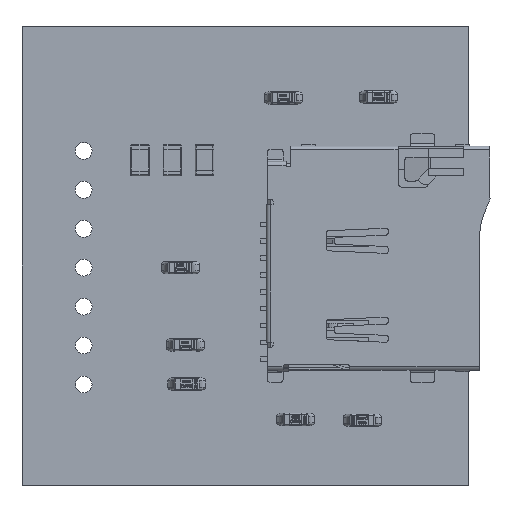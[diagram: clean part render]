
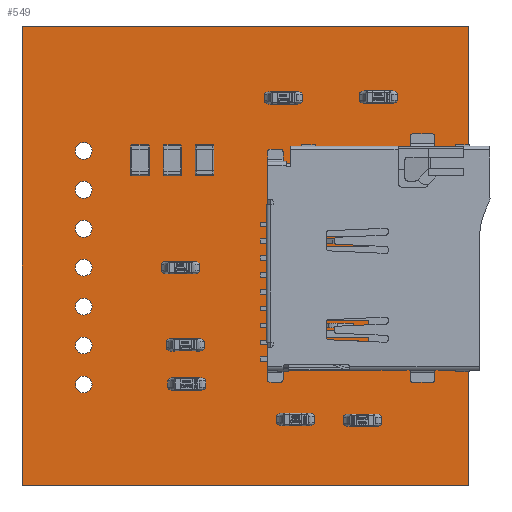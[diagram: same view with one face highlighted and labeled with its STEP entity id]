
A CAD part, top view. The second image highlights one B-rep face of the part: STEP entity #549.
In plain terms, the highlighted planar face has unit normal (0, 0, 1).
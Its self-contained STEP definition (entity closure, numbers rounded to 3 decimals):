
#96 = VERTEX_POINT('',#97);
#97 = CARTESIAN_POINT('',(0.,0.,1.302));
#103 = EDGE_CURVE('',#96,#104,#106,.T.);
#104 = VERTEX_POINT('',#105);
#105 = CARTESIAN_POINT('',(29.1,0.,1.302));
#106 = LINE('',#107,#108);
#107 = CARTESIAN_POINT('',(0.,0.,1.302));
#108 = VECTOR('',#109,1.);
#109 = DIRECTION('',(1.,0.,0.));
#134 = EDGE_CURVE('',#104,#135,#137,.T.);
#135 = VERTEX_POINT('',#136);
#136 = CARTESIAN_POINT('',(29.1,29.925,1.302));
#137 = LINE('',#138,#139);
#138 = CARTESIAN_POINT('',(29.1,0.,1.302));
#139 = VECTOR('',#140,1.);
#140 = DIRECTION('',(0.,1.,0.));
#165 = EDGE_CURVE('',#135,#166,#168,.T.);
#166 = VERTEX_POINT('',#167);
#167 = CARTESIAN_POINT('',(0.,29.925,1.302));
#168 = LINE('',#169,#170);
#169 = CARTESIAN_POINT('',(29.1,29.925,1.302));
#170 = VECTOR('',#171,1.);
#171 = DIRECTION('',(-1.,0.,0.));
#196 = EDGE_CURVE('',#166,#96,#197,.T.);
#197 = LINE('',#198,#199);
#198 = CARTESIAN_POINT('',(0.,29.925,1.302));
#199 = VECTOR('',#200,1.);
#200 = DIRECTION('',(0.,-1.,0.));
#220 = VERTEX_POINT('',#221);
#221 = CARTESIAN_POINT('',(4.574,14.2,1.302));
#227 = EDGE_CURVE('',#220,#220,#228,.T.);
#228 = CIRCLE('',#229,0.55);
#229 = AXIS2_PLACEMENT_3D('',#230,#231,#232);
#230 = CARTESIAN_POINT('',(4.024,14.2,1.302));
#231 = DIRECTION('',(0.,0.,1.));
#232 = DIRECTION('',(1.,0.,0.));
#253 = VERTEX_POINT('',#254);
#254 = CARTESIAN_POINT('',(4.574,11.66,1.302));
#260 = EDGE_CURVE('',#253,#253,#261,.T.);
#261 = CIRCLE('',#262,0.55);
#262 = AXIS2_PLACEMENT_3D('',#263,#264,#265);
#263 = CARTESIAN_POINT('',(4.024,11.66,1.302));
#264 = DIRECTION('',(0.,0.,1.));
#265 = DIRECTION('',(1.,0.,0.));
#286 = VERTEX_POINT('',#287);
#287 = CARTESIAN_POINT('',(4.574,19.28,1.302));
#293 = EDGE_CURVE('',#286,#286,#294,.T.);
#294 = CIRCLE('',#295,0.55);
#295 = AXIS2_PLACEMENT_3D('',#296,#297,#298);
#296 = CARTESIAN_POINT('',(4.024,19.28,1.302));
#297 = DIRECTION('',(0.,0.,1.));
#298 = DIRECTION('',(1.,0.,0.));
#319 = VERTEX_POINT('',#320);
#320 = CARTESIAN_POINT('',(4.574,16.74,1.302));
#326 = EDGE_CURVE('',#319,#319,#327,.T.);
#327 = CIRCLE('',#328,0.55);
#328 = AXIS2_PLACEMENT_3D('',#329,#330,#331);
#329 = CARTESIAN_POINT('',(4.024,16.74,1.302));
#330 = DIRECTION('',(0.,0.,1.));
#331 = DIRECTION('',(1.,0.,0.));
#352 = VERTEX_POINT('',#353);
#353 = CARTESIAN_POINT('',(4.574,9.12,1.302));
#359 = EDGE_CURVE('',#352,#352,#360,.T.);
#360 = CIRCLE('',#361,0.55);
#361 = AXIS2_PLACEMENT_3D('',#362,#363,#364);
#362 = CARTESIAN_POINT('',(4.024,9.12,1.302));
#363 = DIRECTION('',(0.,0.,1.));
#364 = DIRECTION('',(1.,0.,0.));
#385 = VERTEX_POINT('',#386);
#386 = CARTESIAN_POINT('',(4.574,6.58,1.302));
#392 = EDGE_CURVE('',#385,#385,#393,.T.);
#393 = CIRCLE('',#394,0.55);
#394 = AXIS2_PLACEMENT_3D('',#395,#396,#397);
#395 = CARTESIAN_POINT('',(4.024,6.58,1.302));
#396 = DIRECTION('',(0.,0.,1.));
#397 = DIRECTION('',(1.,0.,0.));
#418 = VERTEX_POINT('',#419);
#419 = CARTESIAN_POINT('',(4.574,21.82,1.302));
#425 = EDGE_CURVE('',#418,#418,#426,.T.);
#426 = CIRCLE('',#427,0.55);
#427 = AXIS2_PLACEMENT_3D('',#428,#429,#430);
#428 = CARTESIAN_POINT('',(4.024,21.82,1.302));
#429 = DIRECTION('',(0.,0.,1.));
#430 = DIRECTION('',(1.,0.,0.));
#451 = VERTEX_POINT('',#452);
#452 = CARTESIAN_POINT('',(26.975,9.875,1.302));
#458 = EDGE_CURVE('',#451,#451,#459,.T.);
#459 = CIRCLE('',#460,0.5);
#460 = AXIS2_PLACEMENT_3D('',#461,#462,#463);
#461 = CARTESIAN_POINT('',(26.475,9.875,1.302));
#462 = DIRECTION('',(0.,0.,1.));
#463 = DIRECTION('',(1.,0.,0.));
#484 = VERTEX_POINT('',#485);
#485 = CARTESIAN_POINT('',(26.975,17.875,1.302));
#491 = EDGE_CURVE('',#484,#484,#492,.T.);
#492 = CIRCLE('',#493,0.5);
#493 = AXIS2_PLACEMENT_3D('',#494,#495,#496);
#494 = CARTESIAN_POINT('',(26.475,17.875,1.302));
#495 = DIRECTION('',(0.,0.,1.));
#496 = DIRECTION('',(1.,0.,0.));
#549 = ADVANCED_FACE('',(#550,#556,#559,#562,#565,#568,#571,#574,#577,
    #580),#583,.F.);
#550 = FACE_BOUND('',#551,.T.);
#551 = EDGE_LOOP('',(#552,#553,#554,#555));
#552 = ORIENTED_EDGE('',*,*,#103,.T.);
#553 = ORIENTED_EDGE('',*,*,#134,.T.);
#554 = ORIENTED_EDGE('',*,*,#165,.T.);
#555 = ORIENTED_EDGE('',*,*,#196,.T.);
#556 = FACE_BOUND('',#557,.F.);
#557 = EDGE_LOOP('',(#558));
#558 = ORIENTED_EDGE('',*,*,#227,.T.);
#559 = FACE_BOUND('',#560,.F.);
#560 = EDGE_LOOP('',(#561));
#561 = ORIENTED_EDGE('',*,*,#260,.T.);
#562 = FACE_BOUND('',#563,.F.);
#563 = EDGE_LOOP('',(#564));
#564 = ORIENTED_EDGE('',*,*,#293,.T.);
#565 = FACE_BOUND('',#566,.F.);
#566 = EDGE_LOOP('',(#567));
#567 = ORIENTED_EDGE('',*,*,#326,.T.);
#568 = FACE_BOUND('',#569,.F.);
#569 = EDGE_LOOP('',(#570));
#570 = ORIENTED_EDGE('',*,*,#359,.T.);
#571 = FACE_BOUND('',#572,.F.);
#572 = EDGE_LOOP('',(#573));
#573 = ORIENTED_EDGE('',*,*,#392,.T.);
#574 = FACE_BOUND('',#575,.F.);
#575 = EDGE_LOOP('',(#576));
#576 = ORIENTED_EDGE('',*,*,#425,.T.);
#577 = FACE_BOUND('',#578,.F.);
#578 = EDGE_LOOP('',(#579));
#579 = ORIENTED_EDGE('',*,*,#458,.T.);
#580 = FACE_BOUND('',#581,.F.);
#581 = EDGE_LOOP('',(#582));
#582 = ORIENTED_EDGE('',*,*,#491,.T.);
#583 = PLANE('',#584);
#584 = AXIS2_PLACEMENT_3D('',#585,#586,#587);
#585 = CARTESIAN_POINT('',(0.,0.,1.302));
#586 = DIRECTION('',(0.,0.,-1.));
#587 = DIRECTION('',(-1.,0.,0.));
